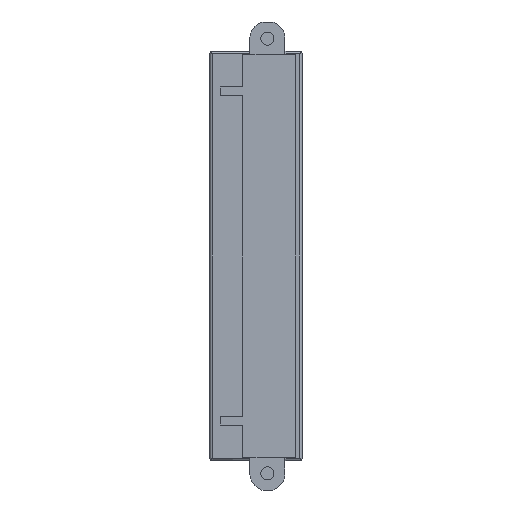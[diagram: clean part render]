
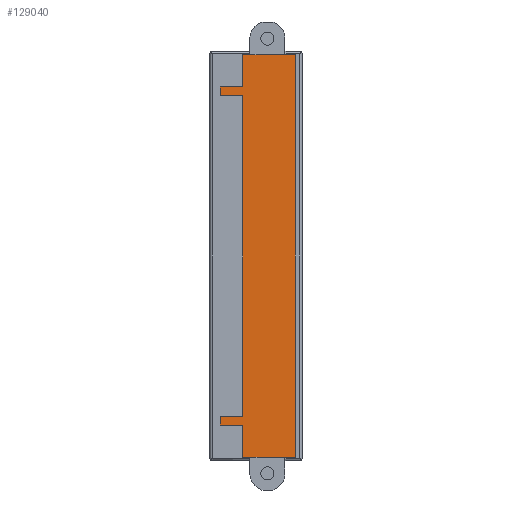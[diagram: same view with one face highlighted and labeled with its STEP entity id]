
A CAD part, left-side view. The second image highlights one B-rep face of the part: STEP entity #129040.
In plain terms, the highlighted face is planar.
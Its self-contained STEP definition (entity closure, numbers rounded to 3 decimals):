
#44910=CARTESIAN_POINT('',(46.72,16.,0.));
#44920=DIRECTION('',(0.,0.,1.));
#44930=VECTOR('',#44920,1.);
#44940=LINE('',#44910,#44930);
#44950=CARTESIAN_POINT('',(46.72,16.,-9.));
#44960=VERTEX_POINT('',#44950);
#44970=CARTESIAN_POINT('',(46.72,16.,9.1));
#44980=VERTEX_POINT('',#44970);
#44990=EDGE_CURVE('',#44960,#44980,#44940,.T.);
#67990=CARTESIAN_POINT('',(-45.72,16.,9.1));
#68000=DIRECTION('',(-1.,0.,0.));
#68010=VECTOR('',#68000,1.);
#68020=LINE('',#67990,#68010);
#68030=CARTESIAN_POINT('',(-44.92,16.,9.1));
#68040=VERTEX_POINT('',#68030);
#68050=EDGE_CURVE('',#44980,#68040,#68020,.T.);
#119450=CARTESIAN_POINT('',(-44.92,16.,-9.));
#119460=VERTEX_POINT('',#119450);
#119490=CARTESIAN_POINT('',(-45.72,16.,-9.));
#119500=DIRECTION('',(1.,0.,0.));
#119510=VECTOR('',#119500,1.);
#119520=LINE('',#119490,#119510);
#119530=EDGE_CURVE('',#119460,#44960,#119520,.T.);
#126600=CARTESIAN_POINT('',(-44.92,16.,0.));
#126610=DIRECTION('',(-0.,0.,-1.));
#126620=VECTOR('',#126610,1.);
#126630=LINE('',#126600,#126620);
#126640=EDGE_CURVE('',#68040,#119460,#126630,.T.);
#128930=CARTESIAN_POINT('',(-43.72,16.,-2.));
#128940=DIRECTION('',(-0.,-1.,-0.));
#128950=DIRECTION('',(-1.,0.,0.));
#128960=AXIS2_PLACEMENT_3D('',#128930,#128940,#128950);
#128970=PLANE('',#128960);
#128980=ORIENTED_EDGE('',*,*,#44990,.T.);
#128990=ORIENTED_EDGE('',*,*,#119530,.T.);
#129000=ORIENTED_EDGE('',*,*,#126640,.T.);
#129010=ORIENTED_EDGE('',*,*,#68050,.T.);
#129020=EDGE_LOOP('',(#129010,#129000,#128990,#128980));
#129030=FACE_OUTER_BOUND('',#129020,.T.);
#129040=ADVANCED_FACE('',(#129030),#128970,.T.);
